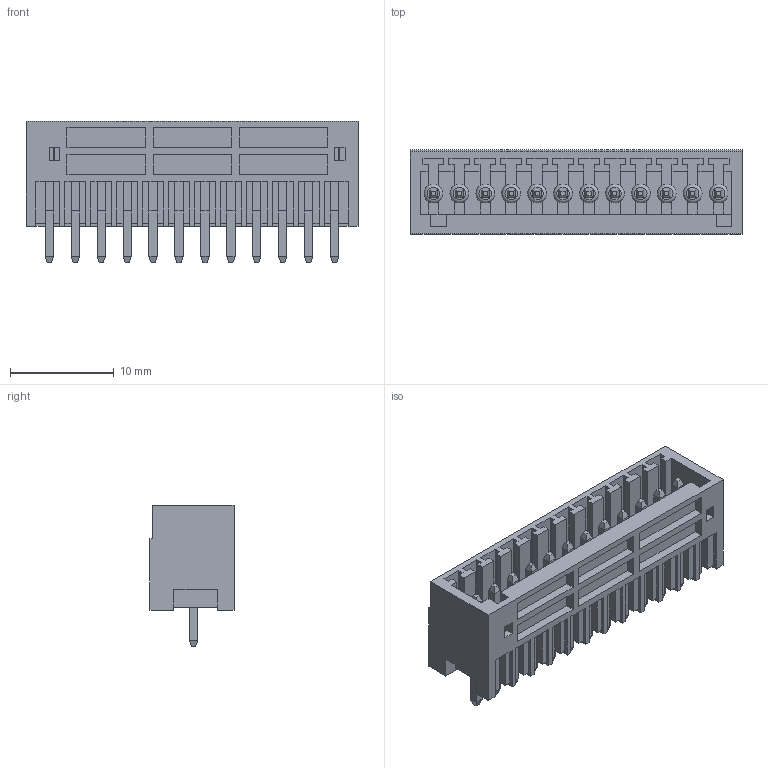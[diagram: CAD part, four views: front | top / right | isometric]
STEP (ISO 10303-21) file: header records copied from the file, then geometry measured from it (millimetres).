
FILE_DESCRIPTION( ( 'Unknown' ), '1' );
FILE_NAME( '691382000012.stp', 'Unknown', ( 'Unknown' ), ( 'Unknown' ), 'PSStep 18.0.17', 'Unknown', ' ' );
FILE_SCHEMA( ( 'AUTOMOTIVE_DESIGN { 1 0 10303 214 1 1 1 1 }' ) );
Length unit declared in the file: millimetre
Products named in the file (3): Assem1; 6913820000xx_PIN; 691382000012
Assembly tree (13 placements, depth 2):
  Assem1
    6913820000xx_PIN  x12
    691382000012
Bounding box: 32 x 8.1 x 13.6 mm (x, y, z)
Volume: 1251.2 mm3; surface area: 3652.9 mm2
Topology: 13 solids, 13 shells, 842 faces, 2237 edges, 1440 vertices
Faces by surface type: plane 818, torus 12, cylinder 12
Full cylindrical faces by diameter (mm): 1.8 x12
Entity records: 27131 total; most frequent: CARTESIAN_POINT 3847, ORIENTED_EDGE 3786, DIRECTION 3369, EDGE_CURVE 1893, LINE 1821, VECTOR 1821, VERTEX_POINT 1252, AXIS2_PLACEMENT_3D 774
